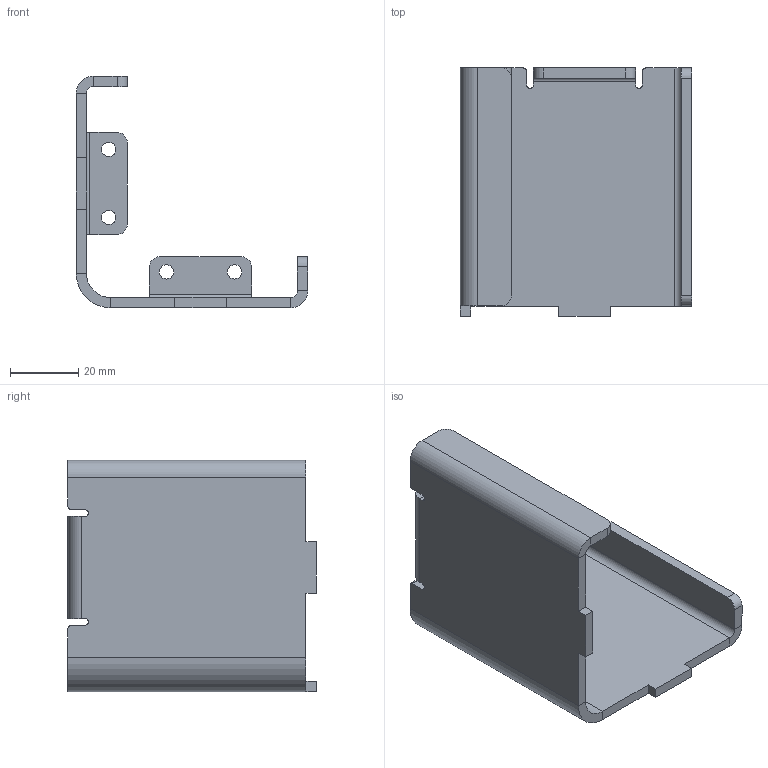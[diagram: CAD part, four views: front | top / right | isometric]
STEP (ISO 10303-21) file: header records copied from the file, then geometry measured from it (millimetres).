
FILE_DESCRIPTION (( 'STEP AP203' ), '1' );
FILE_NAME ('012_Sub_Base_SR_v01.STEP', '2022-01-03T16:51:35', ( '' ), ( '' ), 'SwSTEP 2.0', 'SolidWorks 2018', '' );
FILE_SCHEMA (( 'CONFIG_CONTROL_DESIGN' ));
Length unit declared in the file: millimetre
Products named in the file (1): 012_Sub_Base_SR_v01
Bounding box: 68 x 73 x 68 mm (x, y, z)
Volume: 33455.8 mm3; surface area: 24049 mm2
Topology: 1 solids, 1 shells, 94 faces, 236 edges, 144 vertices
Faces by surface type: plane 56, cylinder 38
Entity records: 2869 total; most frequent: DIRECTION 502, CARTESIAN_POINT 475, ORIENTED_EDGE 472, EDGE_CURVE 236, AXIS2_PLACEMENT_3D 171, LINE 160, VECTOR 160, VERTEX_POINT 144
